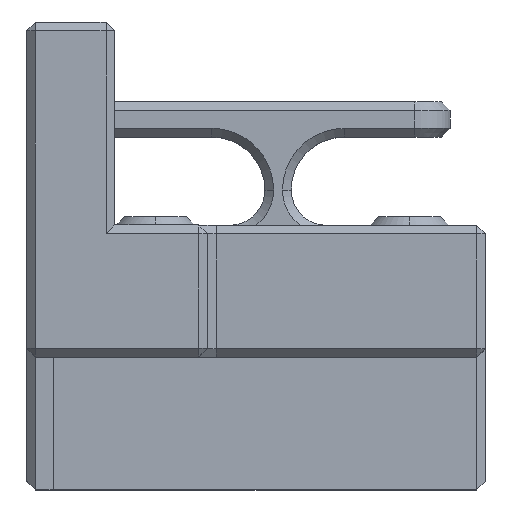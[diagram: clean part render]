
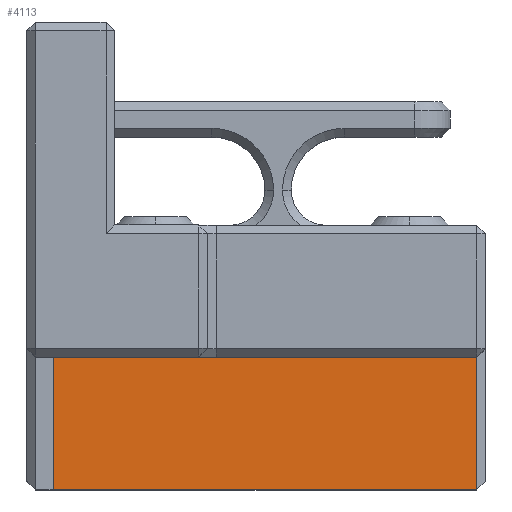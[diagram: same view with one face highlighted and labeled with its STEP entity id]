
A CAD part, top view. The second image highlights one B-rep face of the part: STEP entity #4113.
In plain terms, the highlighted planar face has unit normal (0, 0, 1).
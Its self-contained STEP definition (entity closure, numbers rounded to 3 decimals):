
#171 = VERTEX_POINT ( 'NONE', #4713 ) ;
#220 = LINE ( 'NONE', #1707, #5461 ) ;
#331 = EDGE_CURVE ( 'NONE', #171, #4462, #220, .T. ) ;
#607 = LINE ( 'NONE', #5539, #5700 ) ;
#638 = VERTEX_POINT ( 'NONE', #4631 ) ;
#640 = VECTOR ( 'NONE', #5792, 1000. ) ;
#675 = LINE ( 'NONE', #3808, #640 ) ;
#1123 = DIRECTION ( 'NONE',  ( -1., 0., 0. ) ) ;
#1245 = DIRECTION ( 'NONE',  ( 0., 1., 0. ) ) ;
#1707 = CARTESIAN_POINT ( 'NONE',  ( -27.5, -15., -2.5 ) ) ;
#2134 = DIRECTION ( 'NONE',  ( -1., 0., 0. ) ) ;
#2156 = DIRECTION ( 'NONE',  ( 0., 0., -1. ) ) ;
#2234 = EDGE_CURVE ( 'NONE', #638, #4462, #675, .T. ) ;
#2498 = CARTESIAN_POINT ( 'NONE',  ( -27.5, 0., -2.5 ) ) ;
#2633 = CARTESIAN_POINT ( 'NONE',  ( 27.2, -15., -2.5 ) ) ;
#2863 = VERTEX_POINT ( 'NONE', #5226 ) ;
#3030 = ORIENTED_EDGE ( 'NONE', *, *, #331, .F. ) ;
#3034 = AXIS2_PLACEMENT_3D ( 'NONE', #2633, #2156, #1123 ) ;
#3072 = DIRECTION ( 'NONE',  ( 0., 1., 0. ) ) ;
#3138 = EDGE_CURVE ( 'NONE', #2863, #171, #607, .T. ) ;
#3200 = ORIENTED_EDGE ( 'NONE', *, *, #6284, .T. ) ;
#3808 = CARTESIAN_POINT ( 'NONE',  ( 27.2, 0., -2.5 ) ) ;
#4011 = FACE_OUTER_BOUND ( 'NONE', #5427, .T. ) ;
#4091 = VECTOR ( 'NONE', #3072, 1000. ) ;
#4112 = CARTESIAN_POINT ( 'NONE',  ( 20.5, -15., -2.5 ) ) ;
#4113 = ADVANCED_FACE ( 'NONE', ( #4011 ), #6055, .F. ) ;
#4462 = VERTEX_POINT ( 'NONE', #2498 ) ;
#4631 = CARTESIAN_POINT ( 'NONE',  ( 20.5, 0., -2.5 ) ) ;
#4713 = CARTESIAN_POINT ( 'NONE',  ( -27.5, -15., -2.5 ) ) ;
#5030 = LINE ( 'NONE', #4112, #4091 ) ;
#5226 = CARTESIAN_POINT ( 'NONE',  ( 20.5, -15., -2.5 ) ) ;
#5252 = ORIENTED_EDGE ( 'NONE', *, *, #2234, .T. ) ;
#5427 = EDGE_LOOP ( 'NONE', ( #5843, #3200, #5252, #3030 ) ) ;
#5461 = VECTOR ( 'NONE', #1245, 1000. ) ;
#5539 = CARTESIAN_POINT ( 'NONE',  ( 27.2, -15., -2.5 ) ) ;
#5700 = VECTOR ( 'NONE', #2134, 1000. ) ;
#5792 = DIRECTION ( 'NONE',  ( -1., 0., 0. ) ) ;
#5843 = ORIENTED_EDGE ( 'NONE', *, *, #3138, .F. ) ;
#6055 = PLANE ( 'NONE',  #3034 ) ;
#6284 = EDGE_CURVE ( 'NONE', #2863, #638, #5030, .T. ) ;
